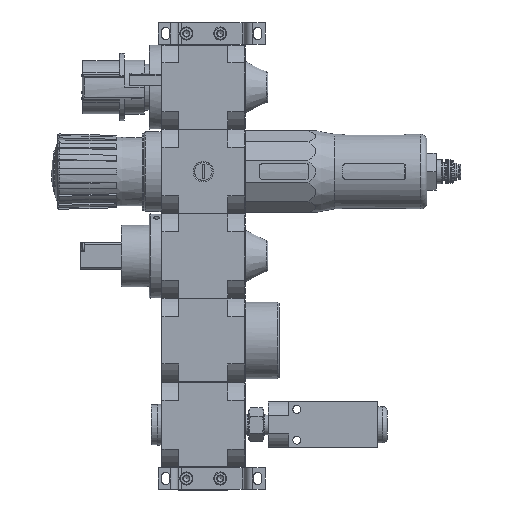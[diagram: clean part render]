
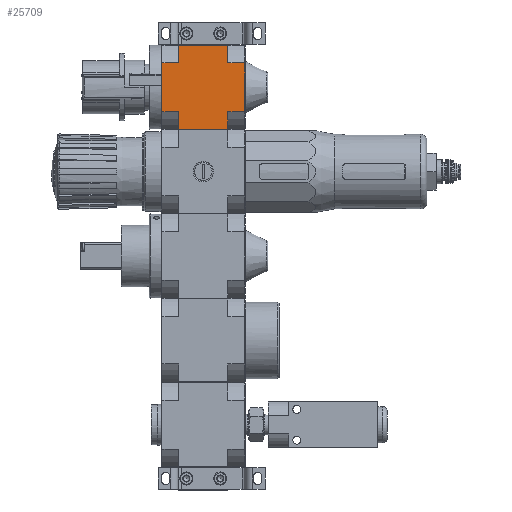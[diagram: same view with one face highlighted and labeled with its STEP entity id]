
A CAD part, left-side view. The second image highlights one B-rep face of the part: STEP entity #25709.
In plain terms, the highlighted face is planar.
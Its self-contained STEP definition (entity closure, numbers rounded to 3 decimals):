
#3840=ORIENTED_EDGE('',*,*,#10759,.T.);
#3841=ORIENTED_EDGE('',*,*,#10760,.F.);
#3842=ORIENTED_EDGE('',*,*,#10761,.T.);
#3843=ORIENTED_EDGE('',*,*,#10669,.T.);
#3844=ORIENTED_EDGE('',*,*,#10762,.F.);
#3845=ORIENTED_EDGE('',*,*,#10763,.T.);
#3846=ORIENTED_EDGE('',*,*,#10764,.F.);
#3847=ORIENTED_EDGE('',*,*,#10765,.T.);
#3848=ORIENTED_EDGE('',*,*,#10766,.F.);
#3849=ORIENTED_EDGE('',*,*,#10751,.T.);
#3850=ORIENTED_EDGE('',*,*,#10767,.T.);
#3851=ORIENTED_EDGE('',*,*,#10768,.F.);
#10669=EDGE_CURVE('',#14208,#14207,#16646,.T.);
#10751=EDGE_CURVE('',#14279,#14278,#16693,.T.);
#10759=EDGE_CURVE('',#14285,#14286,#16701,.T.);
#10760=EDGE_CURVE('',#14287,#14286,#16702,.F.);
#10761=EDGE_CURVE('',#14287,#14208,#16703,.T.);
#10762=EDGE_CURVE('',#14288,#14207,#16704,.T.);
#10763=EDGE_CURVE('',#14288,#14289,#16705,.F.);
#10764=EDGE_CURVE('',#14290,#14289,#16706,.T.);
#10765=EDGE_CURVE('',#14290,#14291,#16707,.T.);
#10766=EDGE_CURVE('',#14279,#14291,#16708,.T.);
#10767=EDGE_CURVE('',#14278,#14292,#16709,.T.);
#10768=EDGE_CURVE('',#14285,#14292,#16710,.T.);
#14207=VERTEX_POINT('',#48793);
#14208=VERTEX_POINT('',#48795);
#14278=VERTEX_POINT('',#48989);
#14279=VERTEX_POINT('',#48991);
#14285=VERTEX_POINT('',#49006);
#14286=VERTEX_POINT('',#49007);
#14287=VERTEX_POINT('',#49009);
#14288=VERTEX_POINT('',#49012);
#14289=VERTEX_POINT('',#49014);
#14290=VERTEX_POINT('',#49016);
#14291=VERTEX_POINT('',#49018);
#14292=VERTEX_POINT('',#49021);
#16646=LINE('',#48794,#18586);
#16693=LINE('',#48990,#18633);
#16701=LINE('',#49005,#18641);
#16702=LINE('',#49008,#18642);
#16703=LINE('',#49010,#18643);
#16704=LINE('',#49011,#18644);
#16705=LINE('',#49013,#18645);
#16706=LINE('',#49015,#18646);
#16707=LINE('',#49017,#18647);
#16708=LINE('',#49019,#18648);
#16709=LINE('',#49020,#18649);
#16710=LINE('',#49022,#18650);
#18586=VECTOR('',#40727,1000.);
#18633=VECTOR('',#40866,1000.);
#18641=VECTOR('',#40876,1000.);
#18642=VECTOR('',#40877,1000.);
#18643=VECTOR('',#40878,1000.);
#18644=VECTOR('',#40879,1000.);
#18645=VECTOR('',#40880,1000.);
#18646=VECTOR('',#40881,1000.);
#18647=VECTOR('',#40882,1000.);
#18648=VECTOR('',#40883,1000.);
#18649=VECTOR('',#40884,1000.);
#18650=VECTOR('',#40885,1000.);
#20558=EDGE_LOOP('',(#3840,#3841,#3842,#3843,#3844,#3845,#3846,#3847,#3848,
#3849,#3850,#3851));
#22708=FACE_BOUND('',#20558,.T.);
#24649=PLANE('',#36904);
#25709=ADVANCED_FACE('',(#22708),#24649,.T.);
#36904=AXIS2_PLACEMENT_3D('',#49004,#40874,#40875);
#40727=DIRECTION('',(0.,-1.,0.));
#40866=DIRECTION('',(0.,1.,0.));
#40874=DIRECTION('',(0.,0.,1.));
#40875=DIRECTION('',(1.,0.,0.));
#40876=DIRECTION('',(-1.,0.,0.));
#40877=DIRECTION('',(0.,-1.,0.));
#40878=DIRECTION('',(-1.,0.,0.));
#40879=DIRECTION('',(-1.,0.,0.));
#40880=DIRECTION('',(0.,1.,0.));
#40881=DIRECTION('',(-1.,0.,0.));
#40882=DIRECTION('',(0.,1.,0.));
#40883=DIRECTION('',(-1.,0.,0.));
#40884=DIRECTION('',(-1.,0.,0.));
#40885=DIRECTION('',(0.,-1.,0.));
#48793=CARTESIAN_POINT('',(-27.5,-16.,27.5));
#48794=CARTESIAN_POINT('',(-27.5,27.,27.5));
#48795=CARTESIAN_POINT('',(-27.5,16.,27.5));
#48989=CARTESIAN_POINT('',(27.5,16.,27.5));
#48990=CARTESIAN_POINT('',(27.5,-27.,27.5));
#48991=CARTESIAN_POINT('',(27.5,-16.,27.5));
#49004=CARTESIAN_POINT('',(0.,0.,27.5));
#49005=CARTESIAN_POINT('',(33.,27.,27.5));
#49006=CARTESIAN_POINT('',(15.869,27.,27.5));
#49007=CARTESIAN_POINT('',(-15.869,27.,27.5));
#49008=CARTESIAN_POINT('',(-15.869,33.,27.5));
#49009=CARTESIAN_POINT('',(-15.869,16.,27.5));
#49010=CARTESIAN_POINT('',(0.,16.,27.5));
#49011=CARTESIAN_POINT('',(0.,-16.,27.5));
#49012=CARTESIAN_POINT('',(-15.869,-16.,27.5));
#49013=CARTESIAN_POINT('',(-15.869,-33.,27.5));
#49014=CARTESIAN_POINT('',(-15.869,-27.,27.5));
#49015=CARTESIAN_POINT('',(33.,-27.,27.5));
#49016=CARTESIAN_POINT('',(15.869,-27.,27.5));
#49017=CARTESIAN_POINT('',(15.869,-33.,27.5));
#49018=CARTESIAN_POINT('',(15.869,-16.,27.5));
#49019=CARTESIAN_POINT('',(0.,-16.,27.5));
#49020=CARTESIAN_POINT('',(0.,16.,27.5));
#49021=CARTESIAN_POINT('',(15.869,16.,27.5));
#49022=CARTESIAN_POINT('',(15.869,33.,27.5));
